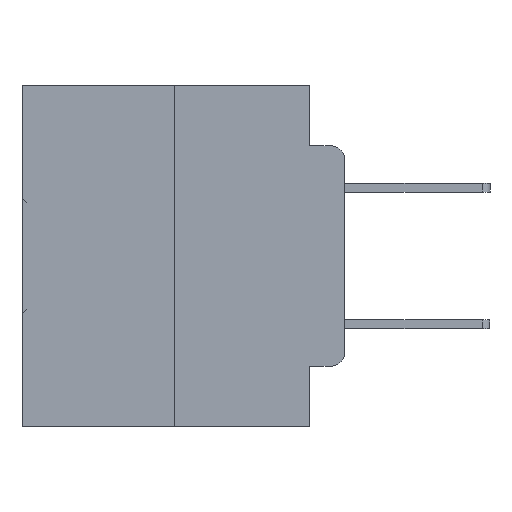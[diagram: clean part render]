
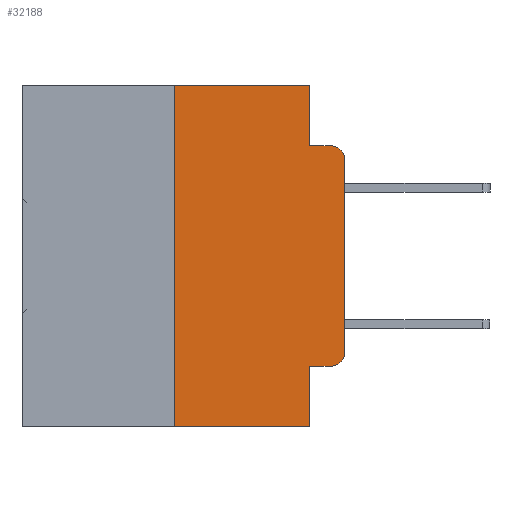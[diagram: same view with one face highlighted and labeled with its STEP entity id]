
A CAD part, left-side view. The second image highlights one B-rep face of the part: STEP entity #32188.
In plain terms, the highlighted planar face has unit normal (-1, 0, 0).
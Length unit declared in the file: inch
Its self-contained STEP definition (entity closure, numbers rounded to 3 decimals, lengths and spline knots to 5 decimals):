
#56 = ORIENTED_EDGE ( 'NONE', *, *, #26976, .F. ) ;
#65 = CIRCLE ( 'NONE', #23687, 0.02 ) ;
#117 = CARTESIAN_POINT ( 'NONE',  ( 0., 0.051, -0.5 ) ) ;
#460 = DIRECTION ( 'NONE',  ( 0., 0., 1. ) ) ;
#801 = CARTESIAN_POINT ( 'NONE',  ( 0., 0.25, 0. ) ) ;
#997 = CARTESIAN_POINT ( 'NONE',  ( 0., 0.02, -0.3915 ) ) ;
#1114 = VERTEX_POINT ( 'NONE', #117 ) ;
#1605 = EDGE_CURVE ( 'NONE', #5709, #22609, #32322, .T. ) ;
#1776 = ORIENTED_EDGE ( 'NONE', *, *, #21113, .F. ) ;
#2083 = VERTEX_POINT ( 'NONE', #14407 ) ;
#2613 = VERTEX_POINT ( 'NONE', #25112 ) ;
#3444 = DIRECTION ( 'NONE',  ( 1., 0., 0. ) ) ;
#3632 = CARTESIAN_POINT ( 'NONE',  ( 0., 0.473, -0.5 ) ) ;
#3711 = VECTOR ( 'NONE', #32099, 39.37008 ) ;
#3734 = DIRECTION ( 'NONE',  ( 0., 0., -1. ) ) ;
#4032 = VERTEX_POINT ( 'NONE', #18653 ) ;
#4347 = FACE_OUTER_BOUND ( 'NONE', #15638, .T. ) ;
#4431 = EDGE_CURVE ( 'NONE', #5709, #1114, #22461, .T. ) ;
#4644 = CARTESIAN_POINT ( 'NONE',  ( 0., 0.051, -0.4115 ) ) ;
#4895 = VECTOR ( 'NONE', #5805, 39.37008 ) ;
#5000 = LINE ( 'NONE', #16503, #10460 ) ;
#5061 = ORIENTED_EDGE ( 'NONE', *, *, #21768, .T. ) ;
#5644 = CARTESIAN_POINT ( 'NONE',  ( 0., 0.051, -0.4115 ) ) ;
#5709 = VERTEX_POINT ( 'NONE', #20693 ) ;
#5805 = DIRECTION ( 'NONE',  ( 0., 0., -1. ) ) ;
#5927 = LINE ( 'NONE', #10670, #19240 ) ;
#6407 = ORIENTED_EDGE ( 'NONE', *, *, #7498, .T. ) ;
#6468 = VERTEX_POINT ( 'NONE', #31532 ) ;
#7343 = DIRECTION ( 'NONE',  ( 0., -1., 0. ) ) ;
#7498 = EDGE_CURVE ( 'NONE', #6468, #14439, #29819, .T. ) ;
#8415 = CARTESIAN_POINT ( 'NONE',  ( 0., 0.051, -0.0885 ) ) ;
#8467 = CARTESIAN_POINT ( 'NONE',  ( 0., 0.051, 0. ) ) ;
#8529 = DIRECTION ( 'NONE',  ( -1., 0., 0. ) ) ;
#8704 = CARTESIAN_POINT ( 'NONE',  ( 0., 0.473, 0. ) ) ;
#9435 = VERTEX_POINT ( 'NONE', #8415 ) ;
#9958 = ORIENTED_EDGE ( 'NONE', *, *, #4431, .T. ) ;
#9990 = ORIENTED_EDGE ( 'NONE', *, *, #14210, .F. ) ;
#10460 = VECTOR ( 'NONE', #19162, 39.37008 ) ;
#10541 = VECTOR ( 'NONE', #7343, 39.37008 ) ;
#10670 = CARTESIAN_POINT ( 'NONE',  ( 0., 0.473, 0. ) ) ;
#13319 = DIRECTION ( 'NONE',  ( 0., -1., 0. ) ) ;
#13345 = AXIS2_PLACEMENT_3D ( 'NONE', #8704, #3444, #22092 ) ;
#14097 = PLANE ( 'NONE',  #13345 ) ;
#14210 = EDGE_CURVE ( 'NONE', #22609, #4032, #5927, .T. ) ;
#14407 = CARTESIAN_POINT ( 'NONE',  ( 0., 0.02, -0.0885 ) ) ;
#14439 = VERTEX_POINT ( 'NONE', #22126 ) ;
#14617 = DIRECTION ( 'NONE',  ( 0., -1., 0. ) ) ;
#15390 = ORIENTED_EDGE ( 'NONE', *, *, #1605, .F. ) ;
#15638 = EDGE_LOOP ( 'NONE', ( #6407, #5061, #1776, #56, #9990, #15390, #9958, #16579, #19861, #18187 ) ) ;
#16503 = CARTESIAN_POINT ( 'NONE',  ( 0., 0.051, -0.0885 ) ) ;
#16579 = ORIENTED_EDGE ( 'NONE', *, *, #28059, .F. ) ;
#17906 = LINE ( 'NONE', #29495, #3711 ) ;
#18187 = ORIENTED_EDGE ( 'NONE', *, *, #18425, .T. ) ;
#18232 = AXIS2_PLACEMENT_3D ( 'NONE', #24410, #8529, #27002 ) ;
#18425 = EDGE_CURVE ( 'NONE', #2613, #6468, #65, .T. ) ;
#18433 = LINE ( 'NONE', #4644, #10541 ) ;
#18653 = CARTESIAN_POINT ( 'NONE',  ( 0., 0.051, 0. ) ) ;
#19162 = DIRECTION ( 'NONE',  ( 0., -1., 0. ) ) ;
#19218 = CARTESIAN_POINT ( 'NONE',  ( 0., 0.25, 0. ) ) ;
#19240 = VECTOR ( 'NONE', #13319, 39.37008 ) ;
#19720 = DIRECTION ( 'NONE',  ( -1., 0., 0. ) ) ;
#19861 = ORIENTED_EDGE ( 'NONE', *, *, #24799, .T. ) ;
#20240 = CARTESIAN_POINT ( 'NONE',  ( 0., 0., 0. ) ) ;
#20693 = CARTESIAN_POINT ( 'NONE',  ( 0., 0.25, -0.5 ) ) ;
#21113 = EDGE_CURVE ( 'NONE', #9435, #2083, #5000, .T. ) ;
#21768 = EDGE_CURVE ( 'NONE', #14439, #2083, #24866, .T. ) ;
#22092 = DIRECTION ( 'NONE',  ( 0., 0., -1. ) ) ;
#22126 = CARTESIAN_POINT ( 'NONE',  ( 0., 0., -0.1085 ) ) ;
#22461 = LINE ( 'NONE', #3632, #28533 ) ;
#22609 = VERTEX_POINT ( 'NONE', #19218 ) ;
#22866 = DIRECTION ( 'NONE',  ( 0., 0., 1. ) ) ;
#23687 = AXIS2_PLACEMENT_3D ( 'NONE', #997, #19720, #3734 ) ;
#23752 = VECTOR ( 'NONE', #22866, 39.37008 ) ;
#24410 = CARTESIAN_POINT ( 'NONE',  ( 0., 0.02, -0.1085 ) ) ;
#24799 = EDGE_CURVE ( 'NONE', #26953, #2613, #18433, .T. ) ;
#24866 = CIRCLE ( 'NONE', #18232, 0.02 ) ;
#25112 = CARTESIAN_POINT ( 'NONE',  ( 0., 0.02, -0.4115 ) ) ;
#26842 = LINE ( 'NONE', #8467, #4895 ) ;
#26953 = VERTEX_POINT ( 'NONE', #5644 ) ;
#26976 = EDGE_CURVE ( 'NONE', #4032, #9435, #17906, .T. ) ;
#27002 = DIRECTION ( 'NONE',  ( 0., 0., -1. ) ) ;
#28059 = EDGE_CURVE ( 'NONE', #26953, #1114, #26842, .T. ) ;
#28533 = VECTOR ( 'NONE', #14617, 39.37008 ) ;
#29495 = CARTESIAN_POINT ( 'NONE',  ( 0., 0.051, 0. ) ) ;
#29819 = LINE ( 'NONE', #20240, #23752 ) ;
#31515 = VECTOR ( 'NONE', #460, 39.37008 ) ;
#31532 = CARTESIAN_POINT ( 'NONE',  ( 0., 0., -0.3915 ) ) ;
#32099 = DIRECTION ( 'NONE',  ( 0., 0., -1. ) ) ;
#32188 = ADVANCED_FACE ( 'NONE', ( #4347 ), #14097, .F. ) ;
#32322 = LINE ( 'NONE', #801, #31515 ) ;
